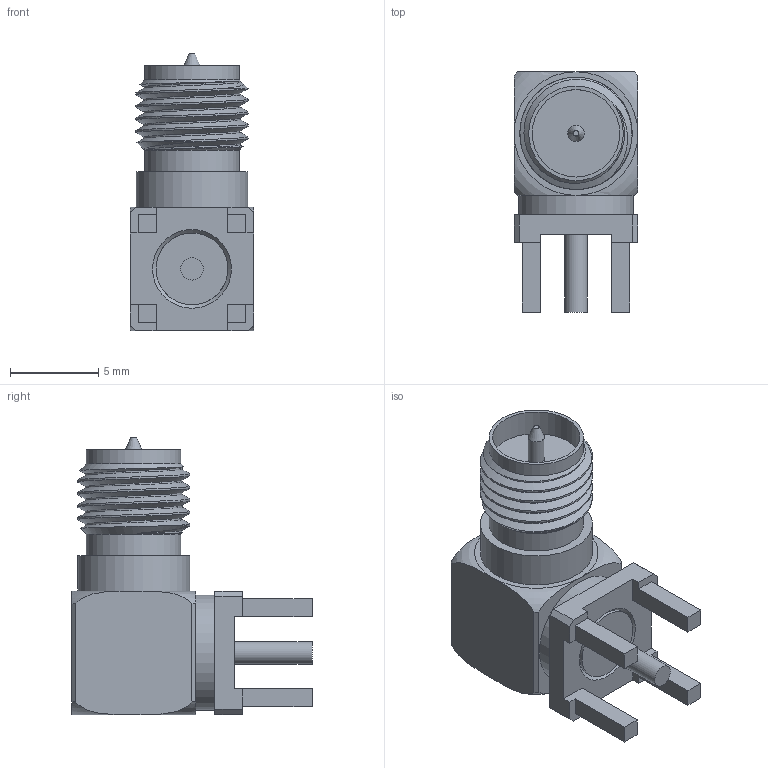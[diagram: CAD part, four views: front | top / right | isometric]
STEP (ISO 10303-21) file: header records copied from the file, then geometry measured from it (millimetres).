
FILE_DESCRIPTION(/* description */ ('Unknown'),/* implementation_level */ '2;1');
FILE_NAME(/* name */ '63011002124501',/* time_stamp */ '2018-09-20T16:53:54+02:00',/* author */ ('Unknown'),/* organization */ ('Unknown'),/* preprocessor_version */ 'ST-DEVELOPER v16.7',/* originating_system */ 'DEX',/* authorisation */ $);
FILE_SCHEMA (('AUTOMOTIVE_DESIGN {1 0 10303 214 3 1 1}'));
Length unit declared in the file: millimetre
Products named in the file (1): 63011002124501
Bounding box: 7 x 13.6 x 15.7 mm (x, y, z)
Volume: 558.2 mm3; surface area: 947 mm2
Topology: 1 solids, 5 shells, 116 faces, 301 edges, 193 vertices
Faces by surface type: plane 68, cylinder 32, torus 9, cone 5, bspline 2
Full cylindrical faces by diameter (mm): 0.92 x1, 1.27 x3, 3.5 x1, 3.96 x1, 4.06 x1, 4.95 x1, 5.35 x2, 5.5 x3, 5.6 x4, 6.33 x1, 6.5 x1
Entity records: 4840 total; most frequent: CARTESIAN_POINT 1407, ORIENTED_EDGE 516, DIRECTION 512, EDGE_CURVE 258, AXIS2_PLACEMENT_3D 189, VERTEX_POINT 177, EDGE_LOOP 157, FACE_BOUND 157
